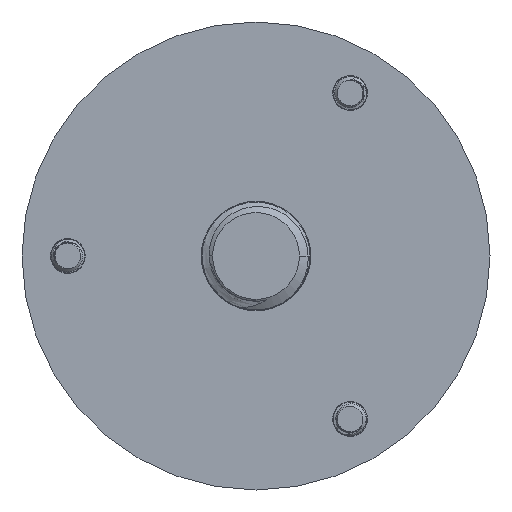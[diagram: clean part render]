
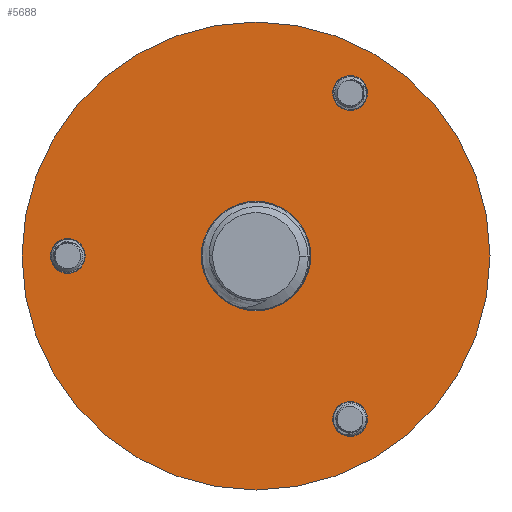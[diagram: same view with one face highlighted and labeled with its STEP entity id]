
A CAD part, front view. The second image highlights one B-rep face of the part: STEP entity #5688.
In plain terms, the highlighted planar face has unit normal (0, -1, 0).
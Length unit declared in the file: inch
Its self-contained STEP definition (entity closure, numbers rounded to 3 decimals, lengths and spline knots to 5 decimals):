
#1 = CARTESIAN_POINT ( 'NONE',  ( 0.55, 0., -0.95263 ) ) ;
#26 = VERTEX_POINT ( 'NONE', #14279 ) ;
#60 = CARTESIAN_POINT ( 'NONE',  ( 0., 0., 0. ) ) ;
#90 = AXIS2_PLACEMENT_3D ( 'NONE', #8337, #912, #9611 ) ;
#114 = EDGE_CURVE ( 'NONE', #9745, #11120, #3740, .T. ) ;
#157 = EDGE_LOOP ( 'NONE', ( #15342, #3275 ) ) ;
#480 = DIRECTION ( 'NONE',  ( 0., 0., 1. ) ) ;
#732 = AXIS2_PLACEMENT_3D ( 'NONE', #9900, #2497, #11151 ) ;
#804 = VERTEX_POINT ( 'NONE', #14434 ) ;
#912 = DIRECTION ( 'NONE',  ( 0., 1., 0. ) ) ;
#931 = DIRECTION ( 'NONE',  ( 0., 1., 0. ) ) ;
#993 = PLANE ( 'NONE',  #16158 ) ;
#1021 = EDGE_CURVE ( 'NONE', #7198, #13075, #6055, .T. ) ;
#1270 = DIRECTION ( 'NONE',  ( 0., 0., 1. ) ) ;
#1327 = DIRECTION ( 'NONE',  ( 0., 0., 1. ) ) ;
#1348 = ORIENTED_EDGE ( 'NONE', *, *, #10668, .T. ) ;
#2149 = DIRECTION ( 'NONE',  ( 0., 1., 0. ) ) ;
#2495 = EDGE_CURVE ( 'NONE', #13075, #7198, #4298, .T. ) ;
#2497 = DIRECTION ( 'NONE',  ( 0., 1., 0. ) ) ;
#2912 = CARTESIAN_POINT ( 'NONE',  ( -1.1, 0., -0.1015 ) ) ;
#3046 = ORIENTED_EDGE ( 'NONE', *, *, #10559, .T. ) ;
#3275 = ORIENTED_EDGE ( 'NONE', *, *, #2495, .T. ) ;
#3393 = CARTESIAN_POINT ( 'NONE',  ( 0.55, 0., 1.05413 ) ) ;
#3458 = ORIENTED_EDGE ( 'NONE', *, *, #11093, .T. ) ;
#3588 = FACE_OUTER_BOUND ( 'NONE', #10074, .T. ) ;
#3740 = CIRCLE ( 'NONE', #6615, 0.32 ) ;
#3890 = EDGE_CURVE ( 'NONE', #15640, #5345, #9542, .T. ) ;
#4298 = CIRCLE ( 'NONE', #5888, 0.1015 ) ;
#4366 = ORIENTED_EDGE ( 'NONE', *, *, #11312, .F. ) ;
#4565 = CARTESIAN_POINT ( 'NONE',  ( 0., 0., -1.3675 ) ) ;
#4687 = CIRCLE ( 'NONE', #10276, 0.1015 ) ;
#4777 = CARTESIAN_POINT ( 'NONE',  ( 0., 0., 0. ) ) ;
#5064 = EDGE_CURVE ( 'NONE', #10161, #8346, #9069, .T. ) ;
#5317 = AXIS2_PLACEMENT_3D ( 'NONE', #4777, #13439, #6007 ) ;
#5344 = CIRCLE ( 'NONE', #5317, 0.32 ) ;
#5345 = VERTEX_POINT ( 'NONE', #4565 ) ;
#5688 = ADVANCED_FACE ( 'NONE', ( #13467, #10568, #10200, #6849, #3588 ), #993, .F. ) ;
#5786 = CARTESIAN_POINT ( 'NONE',  ( -1.1, 0., 0.1015 ) ) ;
#5888 = AXIS2_PLACEMENT_3D ( 'NONE', #9560, #2149, #10772 ) ;
#5892 = CARTESIAN_POINT ( 'NONE',  ( 0., 0., 0.32 ) ) ;
#6007 = DIRECTION ( 'NONE',  ( 0., 0., 1. ) ) ;
#6055 = CIRCLE ( 'NONE', #6893, 0.1015 ) ;
#6255 = DIRECTION ( 'NONE',  ( 0., 1., 0. ) ) ;
#6543 = EDGE_LOOP ( 'NONE', ( #6638, #16066 ) ) ;
#6615 = AXIS2_PLACEMENT_3D ( 'NONE', #15861, #15996, #16021 ) ;
#6638 = ORIENTED_EDGE ( 'NONE', *, *, #8713, .T. ) ;
#6849 = FACE_BOUND ( 'NONE', #6543, .T. ) ;
#6893 = AXIS2_PLACEMENT_3D ( 'NONE', #9677, #9976, #11113 ) ;
#7091 = ORIENTED_EDGE ( 'NONE', *, *, #114, .T. ) ;
#7098 = EDGE_LOOP ( 'NONE', ( #3046, #7091 ) ) ;
#7198 = VERTEX_POINT ( 'NONE', #3393 ) ;
#7248 = CIRCLE ( 'NONE', #13465, 0.1015 ) ;
#7607 = CARTESIAN_POINT ( 'NONE',  ( 0., 0., -0.32 ) ) ;
#7872 = CIRCLE ( 'NONE', #10299, 0.1015 ) ;
#7906 = DIRECTION ( 'NONE',  ( 0., 1., 0. ) ) ;
#8337 = CARTESIAN_POINT ( 'NONE',  ( -1.1, 0., 0. ) ) ;
#8346 = VERTEX_POINT ( 'NONE', #5786 ) ;
#8356 = CARTESIAN_POINT ( 'NONE',  ( 0.55, 0., -0.95263 ) ) ;
#8683 = DIRECTION ( 'NONE',  ( 0., 1., 0. ) ) ;
#8713 = EDGE_CURVE ( 'NONE', #8346, #10161, #4687, .T. ) ;
#8750 = DIRECTION ( 'NONE',  ( 0., 1., 0. ) ) ;
#9069 = CIRCLE ( 'NONE', #90, 0.1015 ) ;
#9542 = CIRCLE ( 'NONE', #732, 1.3675 ) ;
#9560 = CARTESIAN_POINT ( 'NONE',  ( 0.55, 0., 0.95263 ) ) ;
#9611 = DIRECTION ( 'NONE',  ( 0., 0., 1. ) ) ;
#9631 = DIRECTION ( 'NONE',  ( 0., 0., 1. ) ) ;
#9677 = CARTESIAN_POINT ( 'NONE',  ( 0.55, 0., 0.95263 ) ) ;
#9691 = CARTESIAN_POINT ( 'NONE',  ( 0.55, 0., 0.85113 ) ) ;
#9745 = VERTEX_POINT ( 'NONE', #7607 ) ;
#9900 = CARTESIAN_POINT ( 'NONE',  ( 0., 0., 0. ) ) ;
#9976 = DIRECTION ( 'NONE',  ( 0., 1., 0. ) ) ;
#10058 = CARTESIAN_POINT ( 'NONE',  ( 0., 0., 1.3675 ) ) ;
#10074 = EDGE_LOOP ( 'NONE', ( #4366, #15074 ) ) ;
#10161 = VERTEX_POINT ( 'NONE', #2912 ) ;
#10200 = FACE_BOUND ( 'NONE', #157, .T. ) ;
#10276 = AXIS2_PLACEMENT_3D ( 'NONE', #15366, #7906, #480 ) ;
#10299 = AXIS2_PLACEMENT_3D ( 'NONE', #1, #8683, #1270 ) ;
#10559 = EDGE_CURVE ( 'NONE', #11120, #9745, #5344, .T. ) ;
#10568 = FACE_BOUND ( 'NONE', #15139, .T. ) ;
#10668 = EDGE_CURVE ( 'NONE', #804, #26, #7872, .T. ) ;
#10772 = DIRECTION ( 'NONE',  ( 0., 0., 1. ) ) ;
#11093 = EDGE_CURVE ( 'NONE', #26, #804, #7248, .T. ) ;
#11113 = DIRECTION ( 'NONE',  ( 0., 0., 1. ) ) ;
#11120 = VERTEX_POINT ( 'NONE', #5892 ) ;
#11151 = DIRECTION ( 'NONE',  ( 0., 0., 1. ) ) ;
#11312 = EDGE_CURVE ( 'NONE', #5345, #15640, #15271, .T. ) ;
#13075 = VERTEX_POINT ( 'NONE', #9691 ) ;
#13439 = DIRECTION ( 'NONE',  ( 0., 1., 0. ) ) ;
#13465 = AXIS2_PLACEMENT_3D ( 'NONE', #8356, #931, #9631 ) ;
#13467 = FACE_BOUND ( 'NONE', #7098, .T. ) ;
#13706 = CARTESIAN_POINT ( 'NONE',  ( 0., 0., 0. ) ) ;
#14279 = CARTESIAN_POINT ( 'NONE',  ( 0.55, 0., -0.85113 ) ) ;
#14434 = CARTESIAN_POINT ( 'NONE',  ( 0.55, 0., -1.05413 ) ) ;
#14974 = DIRECTION ( 'NONE',  ( 0., 0., 1. ) ) ;
#15074 = ORIENTED_EDGE ( 'NONE', *, *, #3890, .F. ) ;
#15139 = EDGE_LOOP ( 'NONE', ( #3458, #1348 ) ) ;
#15271 = CIRCLE ( 'NONE', #15709, 1.3675 ) ;
#15342 = ORIENTED_EDGE ( 'NONE', *, *, #1021, .T. ) ;
#15366 = CARTESIAN_POINT ( 'NONE',  ( -1.1, 0., 0. ) ) ;
#15640 = VERTEX_POINT ( 'NONE', #10058 ) ;
#15709 = AXIS2_PLACEMENT_3D ( 'NONE', #13706, #6255, #14974 ) ;
#15861 = CARTESIAN_POINT ( 'NONE',  ( 0., 0., 0. ) ) ;
#15996 = DIRECTION ( 'NONE',  ( 0., 1., 0. ) ) ;
#16021 = DIRECTION ( 'NONE',  ( 0., 0., 1. ) ) ;
#16066 = ORIENTED_EDGE ( 'NONE', *, *, #5064, .T. ) ;
#16158 = AXIS2_PLACEMENT_3D ( 'NONE', #60, #8750, #1327 ) ;
